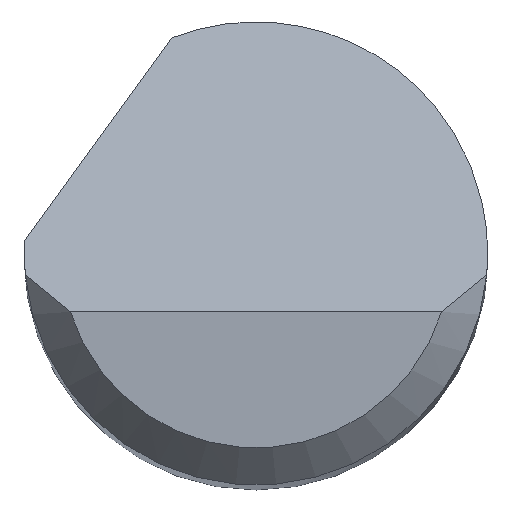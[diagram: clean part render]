
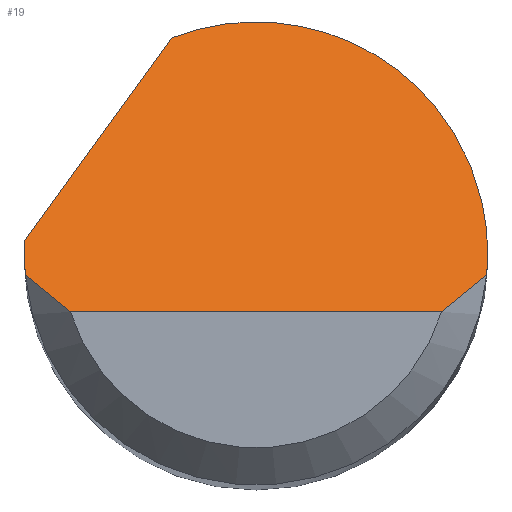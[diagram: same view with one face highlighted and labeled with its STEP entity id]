
A CAD part, top view. The second image highlights one B-rep face of the part: STEP entity #19.
In plain terms, the highlighted planar face has unit normal (0, 0.707, 0.707).
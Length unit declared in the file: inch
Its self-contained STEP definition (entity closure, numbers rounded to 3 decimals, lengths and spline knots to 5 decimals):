
#19 = ADVANCED_FACE ( 'NONE', ( #1081 ), #147, .F. ) ;
#56 = DIRECTION ( 'NONE',  ( 0., -0.707, -0.707 ) ) ;
#57 = CARTESIAN_POINT ( 'NONE',  ( 0.07508, -0.02375, 1.5 ) ) ;
#60 = DIRECTION ( 'NONE',  ( 1., 0., 0. ) ) ;
#106 = VERTEX_POINT ( 'NONE', #522 ) ;
#119 = EDGE_LOOP ( 'NONE', ( #943, #240, #426, #929, #451, #247, #867, #355 ) ) ;
#140 = CARTESIAN_POINT ( 'NONE',  ( 0.09375, 0., 1.47625 ) ) ;
#147 = PLANE ( 'NONE',  #176 ) ;
#154 = LINE ( 'NONE', #174, #1101 ) ;
#169 = CARTESIAN_POINT ( 'NONE',  ( -0.09371, 0.00333, 1.47292 ) ) ;
#174 = CARTESIAN_POINT ( 'NONE',  ( 0., -0.02375, 1.5 ) ) ;
#176 = AXIS2_PLACEMENT_3D ( 'NONE', #876, #56, #410 ) ;
#220 = EDGE_CURVE ( 'NONE', #712, #479, #154, .T. ) ;
#240 = ORIENTED_EDGE ( 'NONE', *, *, #1043, .T. ) ;
#247 = ORIENTED_EDGE ( 'NONE', *, *, #645, .F. ) ;
#250 = CARTESIAN_POINT ( 'NONE',  ( 0.09334, -0.00875, 1.485 ) ) ;
#323 = CARTESIAN_POINT ( 'NONE',  ( 0.09375, 0.07266, 1.40359 ) ) ;
#342 = CARTESIAN_POINT ( 'NONE',  ( 0.09334, -0.00875, 1.485 ) ) ;
#355 = ORIENTED_EDGE ( 'NONE', *, *, #990, .T. ) ;
#410 = DIRECTION ( 'NONE',  ( 0., 0.707, -0.707 ) ) ;
#415 =( BOUNDED_CURVE ( )  B_SPLINE_CURVE ( 3, ( #795, #1164, #323, #140 ),
 .UNSPECIFIED., .F., .T. ) 
 B_SPLINE_CURVE_WITH_KNOTS ( ( 4, 4 ),
 ( 5.91277, 7.85398 ),
 .UNSPECIFIED. ) 
 CURVE ( )  GEOMETRIC_REPRESENTATION_ITEM ( )  RATIONAL_B_SPLINE_CURVE ( ( 1., 0.71, 0.71, 1. ) ) 
 REPRESENTATION_ITEM ( '' )  );
#422 = CARTESIAN_POINT ( 'NONE',  ( 0.08761, -0.01397, 1.49022 ) ) ;
#426 = ORIENTED_EDGE ( 'NONE', *, *, #598, .F. ) ;
#438 = CARTESIAN_POINT ( 'NONE',  ( 0.09375, 0., 1.47625 ) ) ;
#444 = CARTESIAN_POINT ( 'NONE',  ( -0.09375, -0.00292, 1.47917 ) ) ;
#451 = ORIENTED_EDGE ( 'NONE', *, *, #896, .F. ) ;
#457 = CARTESIAN_POINT ( 'NONE',  ( -0.09362, 0.005, 1.47125 ) ) ;
#479 = VERTEX_POINT ( 'NONE', #57 ) ;
#484 = B_SPLINE_CURVE_WITH_KNOTS ( 'NONE', 3,
 ( #711, #982, #422, #342 ),
 .UNSPECIFIED., .F., .F.,
 ( 4, 4 ),
 ( 0., 0.00071 ),
 .UNSPECIFIED. ) ;
#505 = CARTESIAN_POINT ( 'NONE',  ( -0.08157, -0.019, 1.49525 ) ) ;
#522 = CARTESIAN_POINT ( 'NONE',  ( -0.09362, 0.005, 1.47125 ) ) ;
#547 = CARTESIAN_POINT ( 'NONE',  ( -0.09375, 0., 1.47625 ) ) ;
#566 = CARTESIAN_POINT ( 'NONE',  ( -0.09334, -0.00875, 1.485 ) ) ;
#577 = LINE ( 'NONE', #849, #586 ) ;
#586 = VECTOR ( 'NONE', #954, 39.37008 ) ;
#591 = VERTEX_POINT ( 'NONE', #1119 ) ;
#598 = EDGE_CURVE ( 'NONE', #860, #1155, #745, .T. ) ;
#613 = CARTESIAN_POINT ( 'NONE',  ( -0.08761, -0.01397, 1.49022 ) ) ;
#645 = EDGE_CURVE ( 'NONE', #695, #106, #689, .T. ) ;
#651 = CARTESIAN_POINT ( 'NONE',  ( -0.07508, -0.02375, 1.5 ) ) ;
#652 = VERTEX_POINT ( 'NONE', #747 ) ;
#656 = CARTESIAN_POINT ( 'NONE',  ( 0.09334, -0.00875, 1.485 ) ) ;
#689 =( BOUNDED_CURVE ( )  B_SPLINE_CURVE ( 3, ( #1113, #755, #169, #457 ),
 .UNSPECIFIED., .F., .T. ) 
 B_SPLINE_CURVE_WITH_KNOTS ( ( 4, 4 ),
 ( 4.71239, 4.76575 ),
 .UNSPECIFIED. ) 
 CURVE ( )  GEOMETRIC_REPRESENTATION_ITEM ( )  RATIONAL_B_SPLINE_CURVE ( ( 1., 1., 1., 1. ) ) 
 REPRESENTATION_ITEM ( '' )  );
#695 = VERTEX_POINT ( 'NONE', #727 ) ;
#711 = CARTESIAN_POINT ( 'NONE',  ( 0.07508, -0.02375, 1.5 ) ) ;
#712 = VERTEX_POINT ( 'NONE', #651 ) ;
#727 = CARTESIAN_POINT ( 'NONE',  ( -0.09375, 0., 1.47625 ) ) ;
#730 = EDGE_CURVE ( 'NONE', #652, #695, #1062, .T. ) ;
#745 =( BOUNDED_CURVE ( )  B_SPLINE_CURVE ( 3, ( #438, #1190, #1211, #656 ),
 .UNSPECIFIED., .F., .F. ) 
 B_SPLINE_CURVE_WITH_KNOTS ( ( 4, 4 ),
 ( 1.5708, 1.66427 ),
 .UNSPECIFIED. ) 
 CURVE ( )  GEOMETRIC_REPRESENTATION_ITEM ( )  RATIONAL_B_SPLINE_CURVE ( ( 1., 0.999, 0.999, 1. ) ) 
 REPRESENTATION_ITEM ( '' )  );
#747 = CARTESIAN_POINT ( 'NONE',  ( -0.09334, -0.00875, 1.485 ) ) ;
#755 = CARTESIAN_POINT ( 'NONE',  ( -0.09375, 0.00167, 1.47458 ) ) ;
#790 = CARTESIAN_POINT ( 'NONE',  ( -0.07508, -0.02375, 1.5 ) ) ;
#795 = CARTESIAN_POINT ( 'NONE',  ( -0.03394, 0.08739, 1.38886 ) ) ;
#849 = CARTESIAN_POINT ( 'NONE',  ( -0.11014, -0.01781, 1.49406 ) ) ;
#860 = VERTEX_POINT ( 'NONE', #1136 ) ;
#867 = ORIENTED_EDGE ( 'NONE', *, *, #730, .F. ) ;
#876 = CARTESIAN_POINT ( 'NONE',  ( -0.09375, -0.02375, 1.5 ) ) ;
#896 = EDGE_CURVE ( 'NONE', #106, #591, #577, .T. ) ;
#929 = ORIENTED_EDGE ( 'NONE', *, *, #1096, .F. ) ;
#943 = ORIENTED_EDGE ( 'NONE', *, *, #220, .T. ) ;
#954 = DIRECTION ( 'NONE',  ( 0.456, 0.629, -0.629 ) ) ;
#982 = CARTESIAN_POINT ( 'NONE',  ( 0.08157, -0.019, 1.49525 ) ) ;
#990 = EDGE_CURVE ( 'NONE', #652, #712, #1144, .T. ) ;
#1015 = CARTESIAN_POINT ( 'NONE',  ( -0.09361, -0.00584, 1.48209 ) ) ;
#1043 = EDGE_CURVE ( 'NONE', #479, #1155, #484, .T. ) ;
#1062 =( BOUNDED_CURVE ( )  B_SPLINE_CURVE ( 3, ( #566, #1015, #444, #547 ),
 .UNSPECIFIED., .F., .T. ) 
 B_SPLINE_CURVE_WITH_KNOTS ( ( 4, 4 ),
 ( 4.61892, 4.71239 ),
 .UNSPECIFIED. ) 
 CURVE ( )  GEOMETRIC_REPRESENTATION_ITEM ( )  RATIONAL_B_SPLINE_CURVE ( ( 1., 0.999, 0.999, 1. ) ) 
 REPRESENTATION_ITEM ( '' )  );
#1081 = FACE_OUTER_BOUND ( 'NONE', #119, .T. ) ;
#1096 = EDGE_CURVE ( 'NONE', #591, #860, #415, .T. ) ;
#1101 = VECTOR ( 'NONE', #60, 39.37008 ) ;
#1113 = CARTESIAN_POINT ( 'NONE',  ( -0.09375, 0., 1.47625 ) ) ;
#1119 = CARTESIAN_POINT ( 'NONE',  ( -0.03394, 0.08739, 1.38886 ) ) ;
#1136 = CARTESIAN_POINT ( 'NONE',  ( 0.09375, 0., 1.47625 ) ) ;
#1144 = B_SPLINE_CURVE_WITH_KNOTS ( 'NONE', 3,
 ( #1158, #613, #505, #790 ),
 .UNSPECIFIED., .F., .F.,
 ( 4, 4 ),
 ( 0., 0.00071 ),
 .UNSPECIFIED. ) ;
#1155 = VERTEX_POINT ( 'NONE', #250 ) ;
#1158 = CARTESIAN_POINT ( 'NONE',  ( -0.09334, -0.00875, 1.485 ) ) ;
#1164 = CARTESIAN_POINT ( 'NONE',  ( 0.03379, 0.11369, 1.36256 ) ) ;
#1190 = CARTESIAN_POINT ( 'NONE',  ( 0.09375, -0.00292, 1.47917 ) ) ;
#1211 = CARTESIAN_POINT ( 'NONE',  ( 0.09361, -0.00584, 1.48209 ) ) ;
